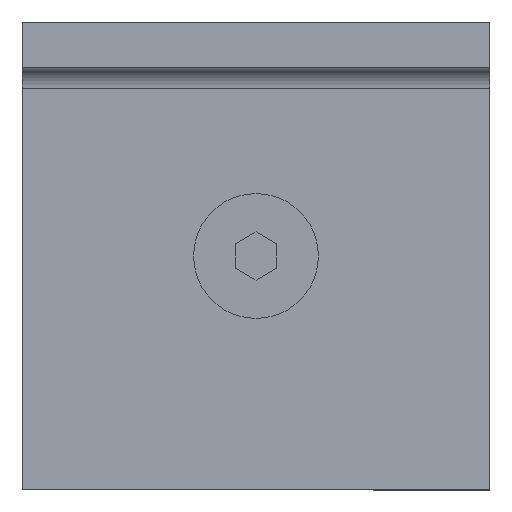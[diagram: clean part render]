
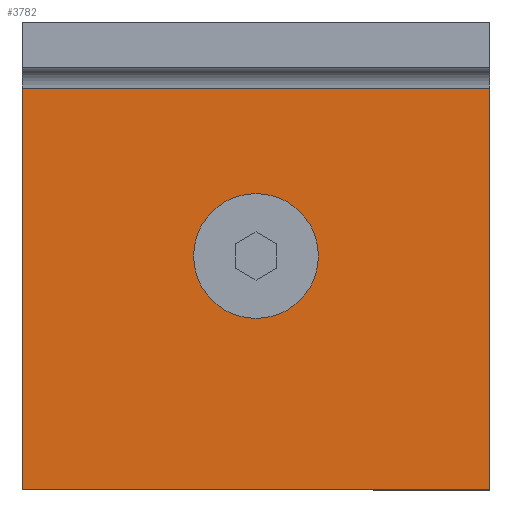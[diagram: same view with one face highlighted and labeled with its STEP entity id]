
A CAD part, left-side view. The second image highlights one B-rep face of the part: STEP entity #3782.
In plain terms, the highlighted face is planar.
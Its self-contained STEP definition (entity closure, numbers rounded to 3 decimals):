
#31 = ORIENTED_EDGE ( 'NONE', *, *, #1497, .T. ) ;
#72 = AXIS2_PLACEMENT_3D ( 'NONE', #4441, #826, #3659 ) ;
#102 = CARTESIAN_POINT ( 'NONE',  ( 0., 0., -6. ) ) ;
#172 = DIRECTION ( 'NONE',  ( -1., 0., 0. ) ) ;
#397 = CARTESIAN_POINT ( 'NONE',  ( -22.5, 0., 22.5 ) ) ;
#413 = ORIENTED_EDGE ( 'NONE', *, *, #485, .T. ) ;
#485 = EDGE_CURVE ( 'NONE', #801, #3286, #1771, .T. ) ;
#556 = DIRECTION ( 'NONE',  ( 0., -1., 0. ) ) ;
#801 = VERTEX_POINT ( 'NONE', #913 ) ;
#826 = DIRECTION ( 'NONE',  ( 0., -1., 0. ) ) ;
#885 = FACE_OUTER_BOUND ( 'NONE', #1790, .T. ) ;
#913 = CARTESIAN_POINT ( 'NONE',  ( 22.5, 0., -16.1 ) ) ;
#963 = VERTEX_POINT ( 'NONE', #2228 ) ;
#1026 = VERTEX_POINT ( 'NONE', #102 ) ;
#1067 = CARTESIAN_POINT ( 'NONE',  ( -22.5, 0., -16.1 ) ) ;
#1175 = CARTESIAN_POINT ( 'NONE',  ( 22.5, 0., 22.5 ) ) ;
#1190 = VECTOR ( 'NONE', #5216, 1000. ) ;
#1223 = EDGE_CURVE ( 'NONE', #3286, #3078, #3254, .T. ) ;
#1304 = CARTESIAN_POINT ( 'NONE',  ( -22.5, 0., 22.5 ) ) ;
#1497 = EDGE_CURVE ( 'NONE', #2417, #801, #5202, .T. ) ;
#1623 = LINE ( 'NONE', #397, #1190 ) ;
#1771 = LINE ( 'NONE', #4244, #3816 ) ;
#1790 = EDGE_LOOP ( 'NONE', ( #31, #413, #4524, #3946 ) ) ;
#1891 = EDGE_CURVE ( 'NONE', #1026, #963, #4350, .T. ) ;
#2053 = DIRECTION ( 'NONE',  ( 0., 0., 1. ) ) ;
#2077 = ORIENTED_EDGE ( 'NONE', *, *, #4032, .T. ) ;
#2228 = CARTESIAN_POINT ( 'NONE',  ( 0., 0., 6. ) ) ;
#2375 = FACE_BOUND ( 'NONE', #4146, .T. ) ;
#2417 = VERTEX_POINT ( 'NONE', #4385 ) ;
#2517 = VECTOR ( 'NONE', #2796, 1000. ) ;
#2796 = DIRECTION ( 'NONE',  ( 0., 0., -1. ) ) ;
#2813 = ORIENTED_EDGE ( 'NONE', *, *, #1891, .T. ) ;
#3047 = AXIS2_PLACEMENT_3D ( 'NONE', #3170, #3598, #2053 ) ;
#3078 = VERTEX_POINT ( 'NONE', #1304 ) ;
#3170 = CARTESIAN_POINT ( 'NONE',  ( 0., 0., 0. ) ) ;
#3254 = LINE ( 'NONE', #3648, #4433 ) ;
#3286 = VERTEX_POINT ( 'NONE', #1067 ) ;
#3424 = CIRCLE ( 'NONE', #4678, 6. ) ;
#3598 = DIRECTION ( 'NONE',  ( 0., 1., 0. ) ) ;
#3648 = CARTESIAN_POINT ( 'NONE',  ( -22.5, 0., -22.5 ) ) ;
#3659 = DIRECTION ( 'NONE',  ( 0., 0., -1. ) ) ;
#3782 = ADVANCED_FACE ( 'NONE', ( #885, #2375 ), #5252, .T. ) ;
#3816 = VECTOR ( 'NONE', #172, 1000. ) ;
#3836 = CARTESIAN_POINT ( 'NONE',  ( 0., 0., 0. ) ) ;
#3946 = ORIENTED_EDGE ( 'NONE', *, *, #5217, .T. ) ;
#4032 = EDGE_CURVE ( 'NONE', #963, #1026, #3424, .T. ) ;
#4073 = DIRECTION ( 'NONE',  ( 0., 0., 1. ) ) ;
#4146 = EDGE_LOOP ( 'NONE', ( #2077, #2813 ) ) ;
#4244 = CARTESIAN_POINT ( 'NONE',  ( 0., 0., -16.1 ) ) ;
#4350 = CIRCLE ( 'NONE', #72, 6. ) ;
#4385 = CARTESIAN_POINT ( 'NONE',  ( 22.5, 0., 22.5 ) ) ;
#4433 = VECTOR ( 'NONE', #4073, 1000. ) ;
#4441 = CARTESIAN_POINT ( 'NONE',  ( 0., 0., 0. ) ) ;
#4524 = ORIENTED_EDGE ( 'NONE', *, *, #1223, .T. ) ;
#4678 = AXIS2_PLACEMENT_3D ( 'NONE', #3836, #556, #4994 ) ;
#4994 = DIRECTION ( 'NONE',  ( 0., 0., -1. ) ) ;
#5202 = LINE ( 'NONE', #1175, #2517 ) ;
#5216 = DIRECTION ( 'NONE',  ( 1., 0., 0. ) ) ;
#5217 = EDGE_CURVE ( 'NONE', #3078, #2417, #1623, .T. ) ;
#5252 = PLANE ( 'NONE',  #3047 ) ;
